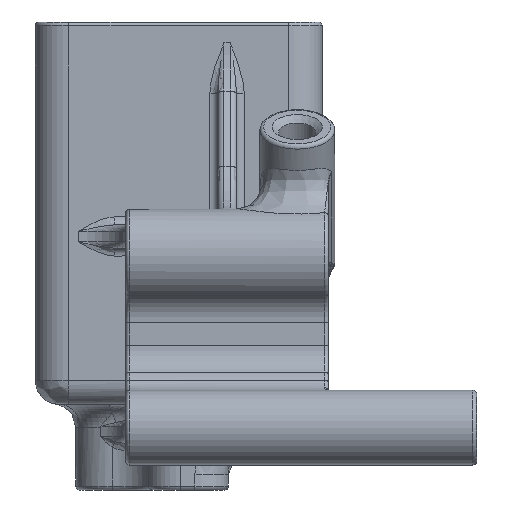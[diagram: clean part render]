
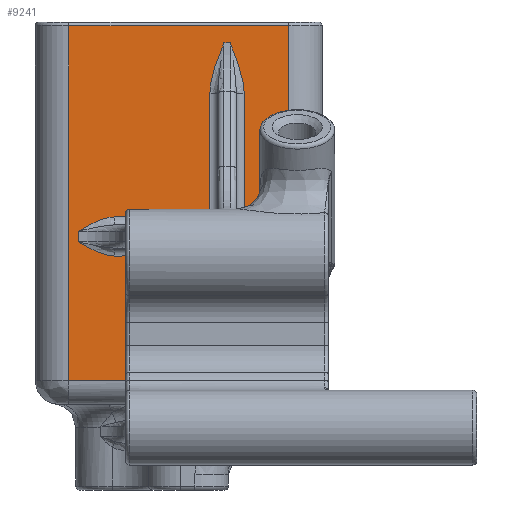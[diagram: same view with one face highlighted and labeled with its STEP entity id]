
A CAD part, left-side view. The second image highlights one B-rep face of the part: STEP entity #9241.
In plain terms, the highlighted planar face has unit normal (-1, 0, 0).
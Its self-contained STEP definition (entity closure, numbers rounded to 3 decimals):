
#250=PLANE('',#10094);
#614=LINE('',#16067,#1042);
#650=LINE('',#16376,#1078);
#655=LINE('',#16485,#1083);
#656=LINE('',#16489,#1084);
#657=LINE('',#16500,#1085);
#658=LINE('',#16510,#1086);
#659=LINE('',#16521,#1087);
#660=LINE('',#16523,#1088);
#661=LINE('',#16525,#1089);
#662=LINE('',#16527,#1090);
#663=LINE('',#16529,#1091);
#664=LINE('',#16531,#1092);
#665=LINE('',#16533,#1093);
#666=LINE('',#16534,#1094);
#1042=VECTOR('',#11550,10.);
#1078=VECTOR('',#11790,10.);
#1083=VECTOR('',#11817,10.);
#1084=VECTOR('',#11822,10.);
#1085=VECTOR('',#11823,10.);
#1086=VECTOR('',#11824,10.);
#1087=VECTOR('',#11825,10.);
#1088=VECTOR('',#11826,10.);
#1089=VECTOR('',#11827,10.);
#1090=VECTOR('',#11828,10.);
#1091=VECTOR('',#11829,2.15);
#1092=VECTOR('',#11830,10.);
#1093=VECTOR('',#11831,10.);
#1094=VECTOR('',#11832,10.);
#1520=FACE_OUTER_BOUND('',#2167,.T.);
#2167=EDGE_LOOP('',(#6634,#6635,#6636,#6637,#6638,#6639,#6640,#6641,#6642,
#6643,#6644,#6645,#6646,#6647,#6648,#6649,#6650,#6651));
#3508=B_SPLINE_CURVE_WITH_KNOTS('',3,(#16364,#16365,#16366,#16367,#16368,
#16369,#16370,#16371),.UNSPECIFIED.,.F.,.F.,(4,2,1,1,4),(-0.341,
-0.34,-0.204,-0.136,0.),
 .UNSPECIFIED.);
#3513=B_SPLINE_CURVE_WITH_KNOTS('',3,(#16491,#16492,#16493,#16494,#16495,
#16496,#16497,#16498),.UNSPECIFIED.,.F.,.F.,(4,2,1,1,4),(-0.25,
-0.249,-0.1,-0.05,0.),
 .UNSPECIFIED.);
#3514=B_SPLINE_CURVE_WITH_KNOTS('',3,(#16501,#16502,#16503,#16504,#16505,
#16506,#16507,#16508),.UNSPECIFIED.,.F.,.F.,(4,1,1,2,4),(-0.249,
-0.149,-0.1,0.,0.001),
 .UNSPECIFIED.);
#3515=B_SPLINE_CURVE_WITH_KNOTS('',3,(#16512,#16513,#16514,#16515,#16516,
#16517,#16518,#16519),.UNSPECIFIED.,.F.,.F.,(4,1,1,2,4),(-0.34,
-0.204,-0.136,0.,0.001),
 .UNSPECIFIED.);
#3945=VERTEX_POINT('',#16060);
#3948=VERTEX_POINT('',#16065);
#4013=VERTEX_POINT('',#16352);
#4015=VERTEX_POINT('',#16355);
#4016=VERTEX_POINT('',#16373);
#4025=VERTEX_POINT('',#16484);
#4026=VERTEX_POINT('',#16488);
#4027=VERTEX_POINT('',#16490);
#4028=VERTEX_POINT('',#16499);
#4029=VERTEX_POINT('',#16509);
#4030=VERTEX_POINT('',#16511);
#4031=VERTEX_POINT('',#16520);
#4032=VERTEX_POINT('',#16522);
#4033=VERTEX_POINT('',#16524);
#4034=VERTEX_POINT('',#16526);
#4035=VERTEX_POINT('',#16528);
#4036=VERTEX_POINT('',#16530);
#4037=VERTEX_POINT('',#16532);
#4849=EDGE_CURVE('',#3948,#3945,#614,.T.);
#4954=EDGE_CURVE('',#4015,#4013,#3508,.T.);
#4957=EDGE_CURVE('',#4013,#4016,#650,.T.);
#4972=EDGE_CURVE('',#4016,#4025,#655,.T.);
#4974=EDGE_CURVE('',#4026,#3948,#656,.T.);
#4975=EDGE_CURVE('',#4027,#4026,#3513,.T.);
#4976=EDGE_CURVE('',#4028,#4027,#657,.T.);
#4977=EDGE_CURVE('',#4025,#4028,#3514,.T.);
#4978=EDGE_CURVE('',#4029,#4015,#658,.T.);
#4979=EDGE_CURVE('',#4030,#4029,#3515,.T.);
#4980=EDGE_CURVE('',#4031,#4030,#659,.T.);
#4981=EDGE_CURVE('',#4032,#4031,#660,.T.);
#4982=EDGE_CURVE('',#4033,#4032,#661,.T.);
#4983=EDGE_CURVE('',#4034,#4033,#662,.T.);
#4984=EDGE_CURVE('',#4034,#4035,#663,.T.);
#4985=EDGE_CURVE('',#4036,#4035,#664,.T.);
#4986=EDGE_CURVE('',#4036,#4037,#665,.T.);
#4987=EDGE_CURVE('',#3945,#4037,#666,.T.);
#6634=ORIENTED_EDGE('',*,*,#4849,.F.);
#6635=ORIENTED_EDGE('',*,*,#4974,.F.);
#6636=ORIENTED_EDGE('',*,*,#4975,.F.);
#6637=ORIENTED_EDGE('',*,*,#4976,.F.);
#6638=ORIENTED_EDGE('',*,*,#4977,.F.);
#6639=ORIENTED_EDGE('',*,*,#4972,.F.);
#6640=ORIENTED_EDGE('',*,*,#4957,.F.);
#6641=ORIENTED_EDGE('',*,*,#4954,.F.);
#6642=ORIENTED_EDGE('',*,*,#4978,.F.);
#6643=ORIENTED_EDGE('',*,*,#4979,.F.);
#6644=ORIENTED_EDGE('',*,*,#4980,.F.);
#6645=ORIENTED_EDGE('',*,*,#4981,.F.);
#6646=ORIENTED_EDGE('',*,*,#4982,.F.);
#6647=ORIENTED_EDGE('',*,*,#4983,.F.);
#6648=ORIENTED_EDGE('',*,*,#4984,.T.);
#6649=ORIENTED_EDGE('',*,*,#4985,.F.);
#6650=ORIENTED_EDGE('',*,*,#4986,.T.);
#6651=ORIENTED_EDGE('',*,*,#4987,.F.);
#9241=ADVANCED_FACE('',(#1520),#250,.F.);
#10094=AXIS2_PLACEMENT_3D('',#16487,#11820,#11821);
#11550=DIRECTION('',(0.,0.,-1.));
#11790=DIRECTION('',(0.,0.,-1.));
#11817=DIRECTION('',(0.,1.,0.));
#11820=DIRECTION('center_axis',(1.,0.,0.));
#11821=DIRECTION('ref_axis',(0.,-1.,0.));
#11822=DIRECTION('',(0.,-1.,0.));
#11823=DIRECTION('',(0.,0.,-1.));
#11824=DIRECTION('',(0.,1.,0.));
#11825=DIRECTION('',(0.,0.,1.));
#11826=DIRECTION('',(0.,1.,0.));
#11827=DIRECTION('',(0.,0.,-1.));
#11828=DIRECTION('',(0.,-1.,0.));
#11829=DIRECTION('',(0.,0.,-1.));
#11830=DIRECTION('',(0.,1.,0.));
#11831=DIRECTION('',(0.,0.,-1.));
#11832=DIRECTION('',(0.,1.,0.));
#16060=CARTESIAN_POINT('',(18.05,5.6,-19.5));
#16065=CARTESIAN_POINT('',(18.05,5.6,-9.5));
#16067=CARTESIAN_POINT('',(18.05,5.6,-1.625));
#16352=CARTESIAN_POINT('',(18.05,5.6,0.889));
#16355=CARTESIAN_POINT('',(18.05,4.7,4.162));
#16364=CARTESIAN_POINT('Ctrl Pts',(18.05,4.7,4.162));
#16365=CARTESIAN_POINT('Ctrl Pts',(18.05,4.701,4.159));
#16366=CARTESIAN_POINT('Ctrl Pts',(18.05,4.702,4.156));
#16367=CARTESIAN_POINT('Ctrl Pts',(18.05,4.874,3.733));
#16368=CARTESIAN_POINT('Ctrl Pts',(18.05,5.13,3.1));
#16369=CARTESIAN_POINT('Ctrl Pts',(18.05,5.472,2.022));
#16370=CARTESIAN_POINT('Ctrl Pts',(18.05,5.6,1.343));
#16371=CARTESIAN_POINT('Ctrl Pts',(18.05,5.6,0.889));
#16373=CARTESIAN_POINT('',(18.05,5.6,-7.));
#16376=CARTESIAN_POINT('',(18.05,5.6,-1.625));
#16484=CARTESIAN_POINT('',(18.05,11.696,-7.));
#16485=CARTESIAN_POINT('',(18.05,12.82,-7.));
#16487=CARTESIAN_POINT('Origin',(18.05,14.64,5.5));
#16488=CARTESIAN_POINT('',(18.05,11.696,-9.5));
#16489=CARTESIAN_POINT('',(18.05,12.82,-9.5));
#16490=CARTESIAN_POINT('',(18.05,14.,-8.6));
#16491=CARTESIAN_POINT('Ctrl Pts',(18.05,14.,-8.6));
#16492=CARTESIAN_POINT('Ctrl Pts',(18.05,13.998,-8.601));
#16493=CARTESIAN_POINT('Ctrl Pts',(18.05,13.996,-8.602));
#16494=CARTESIAN_POINT('Ctrl Pts',(18.05,13.567,-8.86));
#16495=CARTESIAN_POINT('Ctrl Pts',(18.05,12.991,-9.207));
#16496=CARTESIAN_POINT('Ctrl Pts',(18.05,12.196,-9.458));
#16497=CARTESIAN_POINT('Ctrl Pts',(18.05,11.862,-9.5));
#16498=CARTESIAN_POINT('Ctrl Pts',(18.05,11.696,-9.5));
#16499=CARTESIAN_POINT('',(18.05,14.,-7.9));
#16500=CARTESIAN_POINT('',(18.05,14.,-4.6));
#16501=CARTESIAN_POINT('Ctrl Pts',(18.05,11.696,-7.));
#16502=CARTESIAN_POINT('Ctrl Pts',(18.05,12.028,-7.));
#16503=CARTESIAN_POINT('Ctrl Pts',(18.05,12.522,-7.124));
#16504=CARTESIAN_POINT('Ctrl Pts',(18.05,13.276,-7.466));
#16505=CARTESIAN_POINT('Ctrl Pts',(18.05,13.709,-7.726));
#16506=CARTESIAN_POINT('Ctrl Pts',(18.05,13.996,-7.898));
#16507=CARTESIAN_POINT('Ctrl Pts',(18.05,13.998,-7.899));
#16508=CARTESIAN_POINT('Ctrl Pts',(18.05,14.,-7.9));
#16509=CARTESIAN_POINT('',(18.05,4.3,4.162));
#16510=CARTESIAN_POINT('',(18.05,9.27,4.162));
#16511=CARTESIAN_POINT('',(18.05,3.4,0.889));
#16512=CARTESIAN_POINT('Ctrl Pts',(18.05,3.4,0.889));
#16513=CARTESIAN_POINT('Ctrl Pts',(18.05,3.4,1.343));
#16514=CARTESIAN_POINT('Ctrl Pts',(18.05,3.528,2.022));
#16515=CARTESIAN_POINT('Ctrl Pts',(18.05,3.87,3.1));
#16516=CARTESIAN_POINT('Ctrl Pts',(18.05,4.126,3.733));
#16517=CARTESIAN_POINT('Ctrl Pts',(18.05,4.298,4.156));
#16518=CARTESIAN_POINT('Ctrl Pts',(18.05,4.299,4.159));
#16519=CARTESIAN_POINT('Ctrl Pts',(18.05,4.3,4.162));
#16520=CARTESIAN_POINT('',(18.05,3.4,-7.));
#16521=CARTESIAN_POINT('',(18.05,3.4,-4.513));
#16522=CARTESIAN_POINT('',(18.05,0.56,-7.));
#16523=CARTESIAN_POINT('',(18.05,12.82,-7.));
#16524=CARTESIAN_POINT('',(18.05,0.56,5.25));
#16525=CARTESIAN_POINT('',(18.05,0.56,5.5));
#16526=CARTESIAN_POINT('',(18.05,14.64,5.25));
#16527=CARTESIAN_POINT('',(18.05,11.29,5.25));
#16528=CARTESIAN_POINT('',(18.05,14.64,-17.5));
#16529=CARTESIAN_POINT('',(18.05,14.64,5.5));
#16530=CARTESIAN_POINT('',(18.05,7.46,-17.5));
#16531=CARTESIAN_POINT('',(18.05,13.383,-17.5));
#16532=CARTESIAN_POINT('',(18.05,7.46,-19.5));
#16533=CARTESIAN_POINT('',(18.05,7.46,-24.5));
#16534=CARTESIAN_POINT('',(18.05,12.82,-19.5));
